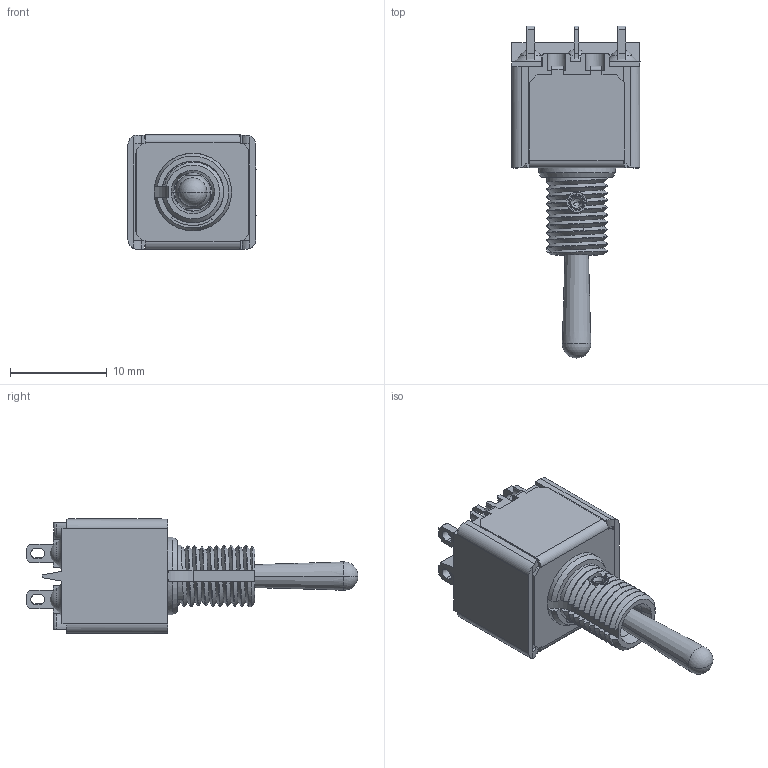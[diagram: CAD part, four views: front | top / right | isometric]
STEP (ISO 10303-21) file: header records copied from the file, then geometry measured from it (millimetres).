
FILE_DESCRIPTION((''),'2;1');
FILE_NAME('55646AVDE_ASM','2011-04-11T',('rboyer'),(''),'PRO/ENGINEER BY PARAMETRIC TECHNOLOGY CORPORATION, 2009440','PRO/ENGINEER BY PARAMETRIC TECHNOLOGY CORPORATION, 2009440','');
FILE_SCHEMA(('CONFIG_CONTROL_DESIGN'));
Length unit declared in the file: millimetre
Products named in the file (10): 05322610; BIPOLAIRE; 05131380; 05111090; PELLETS; ASMPELLETS_ASM; 05230590; 05280490; 05123090; 55646AVDE_ASM
Assembly tree (18 placements, depth 3):
  55646AVDE_ASM
    05322610
    BIPOLAIRE
    05131380
    05111090
    ASMPELLETS_ASM
      PELLETS  x6
    05230590  x4
    05280490  x2
    05123090
Bounding box: 13.23 x 34.28 x 11.85 mm (x, y, z)
Volume: 1180.8 mm3; surface area: 3259.2 mm2
Topology: 17 solids, 17 shells, 662 faces, 1742 edges, 1097 vertices
Faces by surface type: plane 404, cylinder 142, bspline 42, sphere 32, cone 26, torus 16
Entity records: 25352 total; most frequent: CARTESIAN_POINT 13383, ORIENTED_EDGE 2580, DIRECTION 2236, EDGE_CURVE 1290, VECTOR 866, LINE 866, VERTEX_POINT 825, AXIS2_PLACEMENT_3D 685
